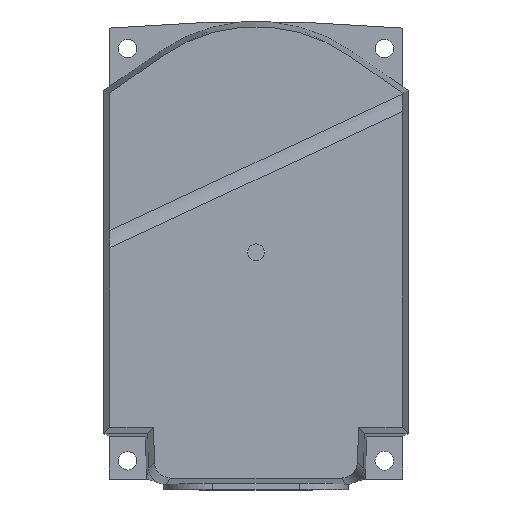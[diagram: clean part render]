
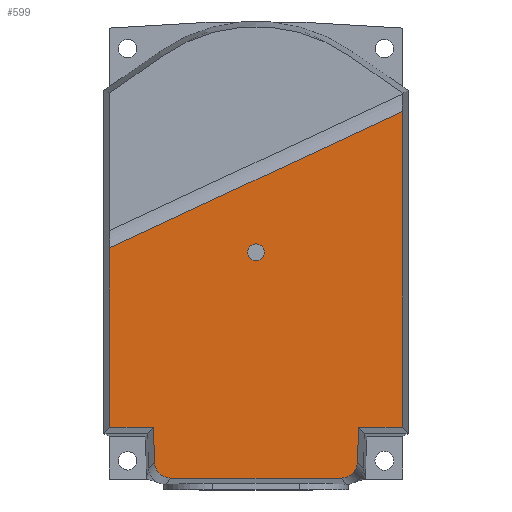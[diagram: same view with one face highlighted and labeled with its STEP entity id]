
A CAD part, top view. The second image highlights one B-rep face of the part: STEP entity #599.
In plain terms, the highlighted planar face has unit normal (0, 0, 1).
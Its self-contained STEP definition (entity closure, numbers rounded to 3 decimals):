
#422=FACE_BOUND('',#861,.T.);
#423=FACE_BOUND('',#862,.T.);
#501=CIRCLE('',#2064,2.5);
#526=ELLIPSE('',#2078,4.803,4.8);
#527=ELLIPSE('',#2079,4.803,4.8);
#599=ADVANCED_FACE('',(#422,#423),#671,.T.);
#671=PLANE('',#2080);
#861=EDGE_LOOP('',(#1404));
#862=EDGE_LOOP('',(#1405,#1406,#1407,#1408,#1409,#1410,#1411,#1412,#1413,
#1414));
#969=LINE('',#3084,#1089);
#975=LINE('',#3101,#1095);
#979=LINE('',#3110,#1099);
#982=LINE('',#3116,#1102);
#985=LINE('',#3122,#1105);
#986=LINE('',#3124,#1106);
#987=LINE('',#3125,#1107);
#988=LINE('',#3128,#1108);
#1089=VECTOR('',#2422,1.);
#1095=VECTOR('',#2436,1.);
#1099=VECTOR('',#2442,1.);
#1102=VECTOR('',#2447,1.);
#1105=VECTOR('',#2452,1.);
#1106=VECTOR('',#2453,1.);
#1107=VECTOR('',#2454,1.);
#1108=VECTOR('',#2457,1.);
#1404=ORIENTED_EDGE('',*,*,#1861,.T.);
#1405=ORIENTED_EDGE('',*,*,#1884,.T.);
#1406=ORIENTED_EDGE('',*,*,#1881,.T.);
#1407=ORIENTED_EDGE('',*,*,#1885,.T.);
#1408=ORIENTED_EDGE('',*,*,#1866,.F.);
#1409=ORIENTED_EDGE('',*,*,#1886,.F.);
#1410=ORIENTED_EDGE('',*,*,#1874,.F.);
#1411=ORIENTED_EDGE('',*,*,#1878,.F.);
#1412=ORIENTED_EDGE('',*,*,#1887,.T.);
#1413=ORIENTED_EDGE('',*,*,#1888,.T.);
#1414=ORIENTED_EDGE('',*,*,#1889,.T.);
#1677=VERTEX_POINT('',#3071);
#1682=VERTEX_POINT('',#3083);
#1683=VERTEX_POINT('',#3085);
#1688=VERTEX_POINT('',#3099);
#1690=VERTEX_POINT('',#3102);
#1693=VERTEX_POINT('',#3109);
#1694=VERTEX_POINT('',#3114);
#1696=VERTEX_POINT('',#3117);
#1698=VERTEX_POINT('',#3123);
#1699=VERTEX_POINT('',#3127);
#1700=VERTEX_POINT('',#3129);
#1861=EDGE_CURVE('',#1677,#1677,#501,.T.);
#1866=EDGE_CURVE('',#1682,#1683,#969,.T.);
#1874=EDGE_CURVE('',#1688,#1690,#975,.T.);
#1878=EDGE_CURVE('',#1693,#1688,#979,.T.);
#1881=EDGE_CURVE('',#1696,#1694,#982,.T.);
#1884=EDGE_CURVE('',#1698,#1696,#985,.T.);
#1885=EDGE_CURVE('',#1694,#1683,#986,.T.);
#1886=EDGE_CURVE('',#1690,#1682,#987,.T.);
#1887=EDGE_CURVE('',#1693,#1699,#526,.T.);
#1888=EDGE_CURVE('',#1699,#1700,#988,.T.);
#1889=EDGE_CURVE('',#1700,#1698,#527,.T.);
#2064=AXIS2_PLACEMENT_3D('',#3070,#2407,#2408);
#2078=AXIS2_PLACEMENT_3D('',#3126,#2455,#2456);
#2079=AXIS2_PLACEMENT_3D('',#3130,#2458,#2459);
#2080=AXIS2_PLACEMENT_3D('',#3131,#2460,#2461);
#2407=DIRECTION('',(0.,0.,-1.));
#2408=DIRECTION('',(-1.,0.,0.));
#2422=DIRECTION('',(0.906,0.423,0.));
#2436=DIRECTION('',(-1.,0.,0.));
#2442=DIRECTION('',(-0.035,0.999,0.));
#2447=DIRECTION('',(1.,0.,0.));
#2452=DIRECTION('',(0.035,0.999,0.));
#2453=DIRECTION('',(0.,1.,0.));
#2454=DIRECTION('',(0.,1.,0.));
#2455=DIRECTION('',(0.,0.,1.));
#2456=DIRECTION('',(0.695,0.719,0.));
#2457=DIRECTION('',(1.,0.,0.));
#2458=DIRECTION('',(0.,0.,1.));
#2459=DIRECTION('',(0.695,-0.719,0.));
#2460=DIRECTION('',(0.,0.,1.));
#2461=DIRECTION('',(1.,0.,0.));
#3070=CARTESIAN_POINT('',(0.,68.5,66.));
#3071=CARTESIAN_POINT('',(-2.5,68.5,66.));
#3083=CARTESIAN_POINT('',(-43.298,69.831,66.));
#3084=CARTESIAN_POINT('',(-48.757,67.286,66.));
#3085=CARTESIAN_POINT('',(43.298,110.212,66.));
#3099=CARTESIAN_POINT('',(-30.38,16.702,66.));
#3101=CARTESIAN_POINT('',(-32.024,16.702,66.));
#3102=CARTESIAN_POINT('',(-43.298,16.702,66.));
#3109=CARTESIAN_POINT('',(-30.018,6.333,66.));
#3110=CARTESIAN_POINT('',(-32.795,85.855,66.));
#3114=CARTESIAN_POINT('',(43.298,16.702,66.));
#3116=CARTESIAN_POINT('',(0.,16.702,66.));
#3117=CARTESIAN_POINT('',(30.38,16.702,66.));
#3122=CARTESIAN_POINT('',(29.799,0.059,66.));
#3123=CARTESIAN_POINT('',(30.018,6.333,66.));
#3124=CARTESIAN_POINT('',(43.298,15.,66.));
#3125=CARTESIAN_POINT('',(-43.298,87.,66.));
#3126=CARTESIAN_POINT('',(-25.219,6.504,66.));
#3127=CARTESIAN_POINT('',(-25.223,1.702,66.));
#3128=CARTESIAN_POINT('',(-31.5,1.702,66.));
#3129=CARTESIAN_POINT('',(25.223,1.702,66.));
#3130=CARTESIAN_POINT('',(25.219,6.504,66.));
#3131=CARTESIAN_POINT('',(0.,87.,66.));
